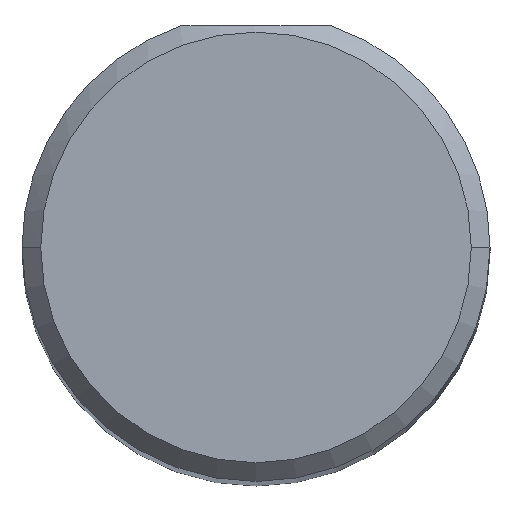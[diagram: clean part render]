
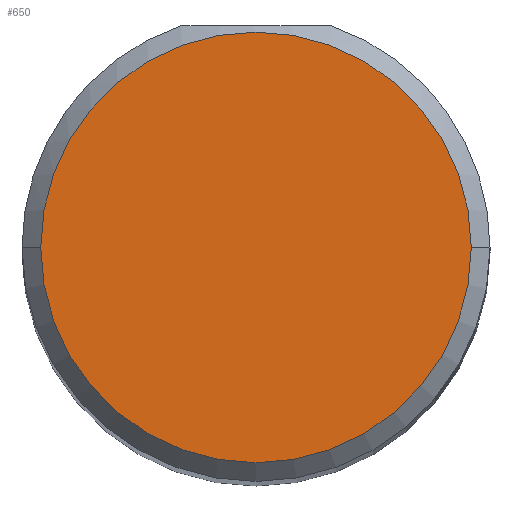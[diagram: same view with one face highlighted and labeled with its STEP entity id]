
A CAD part, top view. The second image highlights one B-rep face of the part: STEP entity #650.
In plain terms, the highlighted planar face has unit normal (0, 0, 1).
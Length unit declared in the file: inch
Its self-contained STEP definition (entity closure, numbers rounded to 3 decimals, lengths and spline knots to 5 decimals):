
#46 = EDGE_LOOP ( 'NONE', ( #564, #521 ) ) ;
#112 = DIRECTION ( 'NONE',  ( -1., 0., 0. ) ) ;
#125 = AXIS2_PLACEMENT_3D ( 'NONE', #655, #441, #596 ) ;
#135 = CARTESIAN_POINT ( 'NONE',  ( 0.75, 0., 2.5 ) ) ;
#140 = FACE_OUTER_BOUND ( 'NONE', #46, .T. ) ;
#142 = EDGE_CURVE ( 'NONE', #567, #579, #319, .T. ) ;
#167 = DIRECTION ( 'NONE',  ( 0., 0., -1. ) ) ;
#219 = CARTESIAN_POINT ( 'NONE',  ( 0.5775, 0., 2.5 ) ) ;
#246 = AXIS2_PLACEMENT_3D ( 'NONE', #135, #496, #345 ) ;
#289 = PLANE ( 'NONE',  #246 ) ;
#319 = CIRCLE ( 'NONE', #125, 0.1725 ) ;
#345 = DIRECTION ( 'NONE',  ( -1., 0., 0. ) ) ;
#412 = AXIS2_PLACEMENT_3D ( 'NONE', #437, #167, #112 ) ;
#437 = CARTESIAN_POINT ( 'NONE',  ( 0.75, 0., 2.5 ) ) ;
#441 = DIRECTION ( 'NONE',  ( 0., 0., -1. ) ) ;
#486 = CIRCLE ( 'NONE', #412, 0.1725 ) ;
#496 = DIRECTION ( 'NONE',  ( 0., 0., 1. ) ) ;
#521 = ORIENTED_EDGE ( 'NONE', *, *, #574, .F. ) ;
#564 = ORIENTED_EDGE ( 'NONE', *, *, #142, .F. ) ;
#567 = VERTEX_POINT ( 'NONE', #640 ) ;
#574 = EDGE_CURVE ( 'NONE', #579, #567, #486, .T. ) ;
#579 = VERTEX_POINT ( 'NONE', #219 ) ;
#596 = DIRECTION ( 'NONE',  ( -1., 0., 0. ) ) ;
#640 = CARTESIAN_POINT ( 'NONE',  ( 0.9225, 0., 2.5 ) ) ;
#650 = ADVANCED_FACE ( 'NONE', ( #140 ), #289, .T. ) ;
#655 = CARTESIAN_POINT ( 'NONE',  ( 0.75, 0., 2.5 ) ) ;
